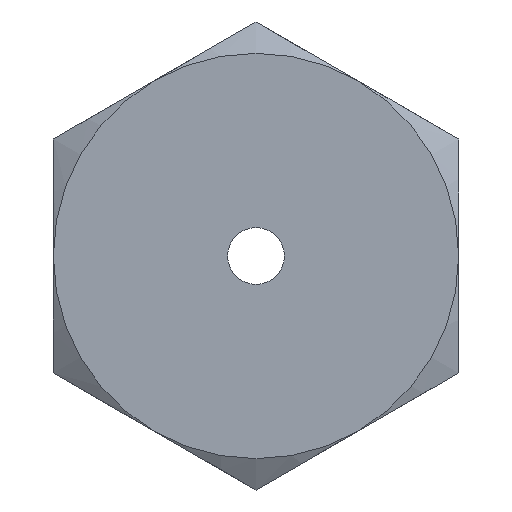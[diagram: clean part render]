
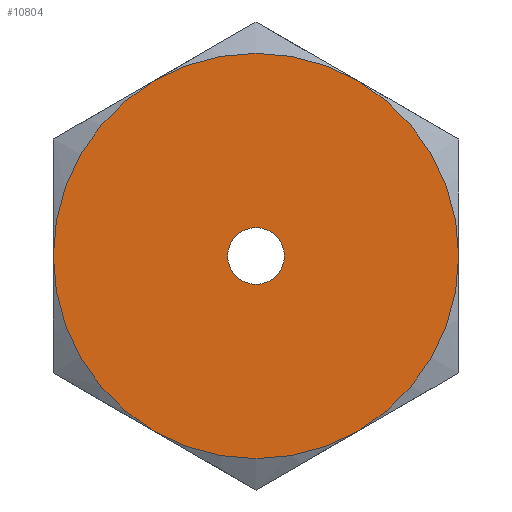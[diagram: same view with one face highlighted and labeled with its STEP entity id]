
A CAD part, left-side view. The second image highlights one B-rep face of the part: STEP entity #10804.
In plain terms, the highlighted planar face has unit normal (-1, 0, 0).
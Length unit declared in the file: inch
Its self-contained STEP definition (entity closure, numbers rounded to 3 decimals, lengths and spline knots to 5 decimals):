
#5168=CARTESIAN_POINT('',(-0.22,0.125,
-0.21651));
#5182=CARTESIAN_POINT('',(-0.22,0.25,
0.));
#5210=CARTESIAN_POINT('',(-0.22,0.125,
0.21651));
#5224=CARTESIAN_POINT('',(-0.22,0.,0.));
#5225=DIRECTION('',(-1.,0.,0.));
#5226=DIRECTION('',(0.,1.,0.));
#5227=AXIS2_PLACEMENT_3D('',#5224,#5225,#5226);
#5229=CARTESIAN_POINT('',(-0.22,0.,0.));
#5230=DIRECTION('',(-1.,0.,0.));
#5231=DIRECTION('',(0.,0.5,0.866));
#5232=AXIS2_PLACEMENT_3D('',#5229,#5230,#5231);
#5234=CARTESIAN_POINT('',(-0.22,0.,0.));
#5235=DIRECTION('',(-1.,0.,0.));
#5236=DIRECTION('',(0.,-0.5,0.866));
#5237=AXIS2_PLACEMENT_3D('',#5234,#5235,#5236);
#5239=CARTESIAN_POINT('',(-0.22,0.,0.));
#5240=DIRECTION('',(-1.,0.,0.));
#5241=DIRECTION('',(0.,-1.,0.));
#5242=AXIS2_PLACEMENT_3D('',#5239,#5240,#5241);
#5244=CARTESIAN_POINT('',(-0.22,0.,0.));
#5245=DIRECTION('',(-1.,0.,0.));
#5246=DIRECTION('',(0.,-0.5,-0.866));
#5247=AXIS2_PLACEMENT_3D('',#5244,#5245,#5246);
#5249=CARTESIAN_POINT('',(-0.22,0.,0.));
#5250=DIRECTION('',(-1.,0.,0.));
#5251=DIRECTION('',(0.,0.5,-0.866));
#5252=AXIS2_PLACEMENT_3D('',#5249,#5250,#5251);
#5254=CARTESIAN_POINT('',(-0.22,0.,0.));
#5255=DIRECTION('',(1.,0.,0.));
#5256=DIRECTION('',(0.,-1.,0.));
#5257=AXIS2_PLACEMENT_3D('',#5254,#5255,#5256);
#5259=CARTESIAN_POINT('',(-0.22,0.,0.));
#5260=DIRECTION('',(1.,0.,0.));
#5261=DIRECTION('',(0.,1.,0.));
#5262=AXIS2_PLACEMENT_3D('',#5259,#5260,#5261);
#5278=CARTESIAN_POINT('',(-0.22,-0.125,
0.21651));
#5299=CARTESIAN_POINT('',(-0.22,-0.25,
0.));
#5320=CARTESIAN_POINT('',(-0.22,-0.125,
-0.21651));
#5575=VERTEX_POINT('',#5168);
#5577=VERTEX_POINT('',#5182);
#5580=VERTEX_POINT('',#5210);
#5582=VERTEX_POINT('',#5278);
#5584=VERTEX_POINT('',#5299);
#5585=VERTEX_POINT('',#5320);
#5590=CARTESIAN_POINT('',(-0.22,-0.035,0.));
#5591=CARTESIAN_POINT('',(-0.22,0.035,0.));
#5592=VERTEX_POINT('',#5590);
#5593=VERTEX_POINT('',#5591);
#10785=CARTESIAN_POINT('',(-0.22,0.,0.));
#10786=DIRECTION('',(1.,0.,0.));
#10787=DIRECTION('',(0.,1.,0.));
#10788=AXIS2_PLACEMENT_3D('',#10785,#10786,#10787);
#10789=PLANE('',#10788);
#10790=ORIENTED_EDGE('',*,*,#10683,.F.);
#10791=ORIENTED_EDGE('',*,*,#10753,.F.);
#10792=ORIENTED_EDGE('',*,*,#10766,.F.);
#10793=ORIENTED_EDGE('',*,*,#10780,.F.);
#10794=ORIENTED_EDGE('',*,*,#10710,.F.);
#10795=ORIENTED_EDGE('',*,*,#10694,.F.);
#10796=EDGE_LOOP('',(#10790,#10791,#10792,#10793,#10794,#10795));
#10797=FACE_OUTER_BOUND('',#10796,.F.);
#10799=ORIENTED_EDGE('',*,*,#10798,.F.);
#10801=ORIENTED_EDGE('',*,*,#10800,.F.);
#10802=EDGE_LOOP('',(#10799,#10801));
#10803=FACE_BOUND('',#10802,.F.);
#5228=CIRCLE('',#5227,0.25);
#5233=CIRCLE('',#5232,0.25);
#5238=CIRCLE('',#5237,0.25);
#5243=CIRCLE('',#5242,0.25);
#5248=CIRCLE('',#5247,0.25);
#5253=CIRCLE('',#5252,0.25);
#5258=CIRCLE('',#5257,0.035);
#5263=CIRCLE('',#5262,0.035);
#10683=EDGE_CURVE('',#5577,#5575,#5228,.T.);
#10694=EDGE_CURVE('',#5575,#5585,#5253,.T.);
#10710=EDGE_CURVE('',#5585,#5584,#5248,.T.);
#10753=EDGE_CURVE('',#5580,#5577,#5233,.T.);
#10766=EDGE_CURVE('',#5582,#5580,#5238,.T.);
#10780=EDGE_CURVE('',#5584,#5582,#5243,.T.);
#10798=EDGE_CURVE('',#5592,#5593,#5258,.T.);
#10800=EDGE_CURVE('',#5593,#5592,#5263,.T.);
#10804=ADVANCED_FACE('',(#10797,#10803),#10789,.F.);
